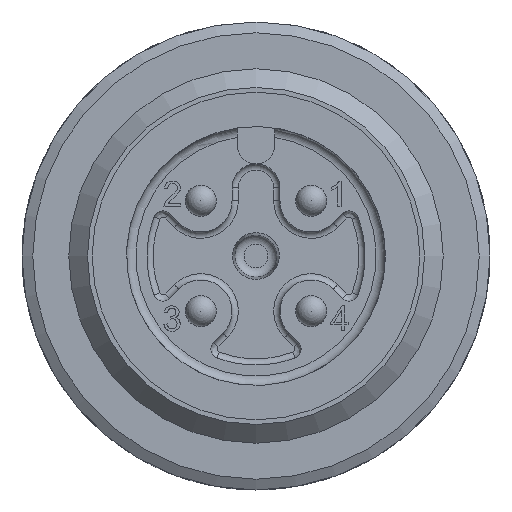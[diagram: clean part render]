
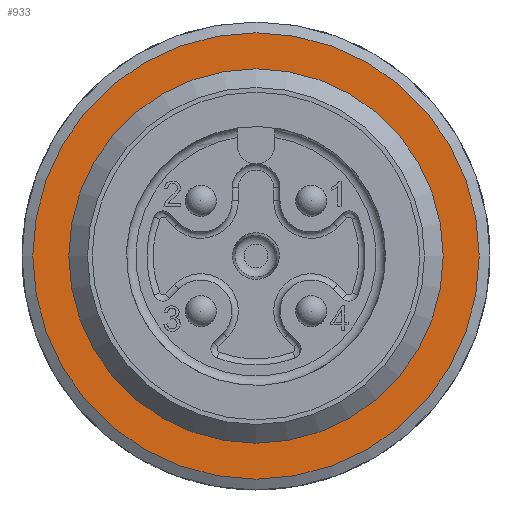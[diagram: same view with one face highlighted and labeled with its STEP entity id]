
A CAD part, left-side view. The second image highlights one B-rep face of the part: STEP entity #933.
In plain terms, the highlighted planar face has unit normal (-1, 0, 0).
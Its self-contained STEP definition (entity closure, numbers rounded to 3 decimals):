
#933=ADVANCED_FACE('',(#1200,#1201),#1095,.F.);
#1095=PLANE('',#3435);
#1200=FACE_BOUND('',#1340,.T.);
#1201=FACE_BOUND('',#1341,.T.);
#1340=EDGE_LOOP('',(#1763));
#1341=EDGE_LOOP('',(#1764));
#1763=ORIENTED_EDGE('',*,*,#2837,.F.);
#1764=ORIENTED_EDGE('',*,*,#2836,.T.);
#2490=VERTEX_POINT('',#4931);
#2491=VERTEX_POINT('',#4934);
#2836=EDGE_CURVE('',#2490,#2490,#3201,.T.);
#2837=EDGE_CURVE('',#2491,#2491,#3202,.T.);
#3201=CIRCLE('',#3432,7.154);
#3202=CIRCLE('',#3434,6.);
#3432=AXIS2_PLACEMENT_3D('',#4930,#3955,#3956);
#3434=AXIS2_PLACEMENT_3D('',#4933,#3959,#3960);
#3435=AXIS2_PLACEMENT_3D('',#4935,#3961,#3962);
#3955=DIRECTION('',(-1.,0.,0.));
#3956=DIRECTION('',(0.,-1.,0.));
#3959=DIRECTION('',(-1.,0.,0.));
#3960=DIRECTION('',(0.,-1.,0.));
#3961=DIRECTION('',(1.,0.,0.));
#3962=DIRECTION('',(0.,-1.,0.));
#4930=CARTESIAN_POINT('',(-21.75,0.,0.));
#4931=CARTESIAN_POINT('',(-21.75,-7.154,0.));
#4933=CARTESIAN_POINT('',(-21.75,0.,0.));
#4934=CARTESIAN_POINT('',(-21.75,-6.,0.));
#4935=CARTESIAN_POINT('',(-21.75,0.,7.154));
